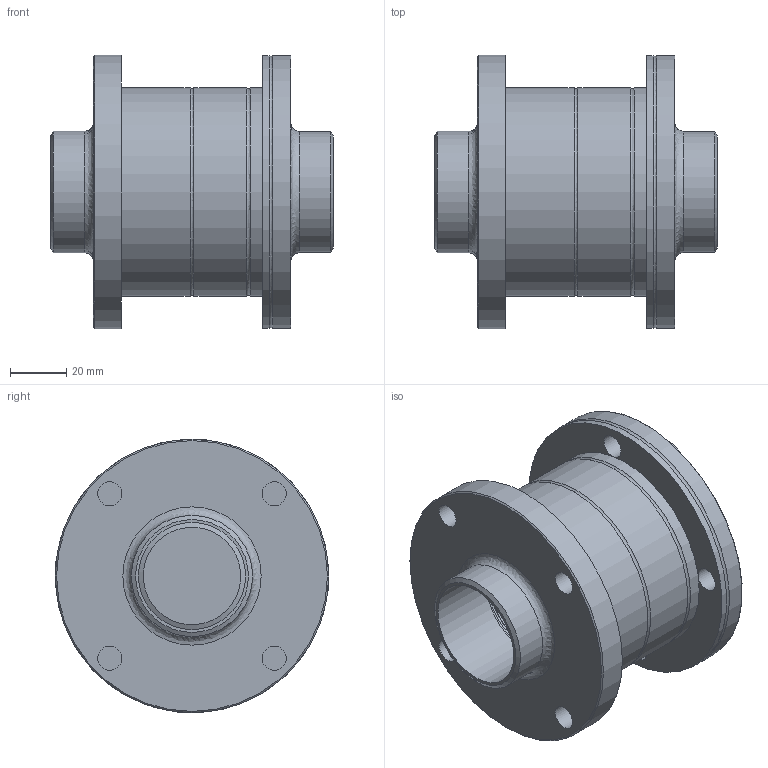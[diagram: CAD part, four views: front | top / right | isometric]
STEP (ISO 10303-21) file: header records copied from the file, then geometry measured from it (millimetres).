
FILE_DESCRIPTION((''),'2;1');
FILE_NAME('65100040X300.stp','2010-09-09T08:44:54',('Creator'),(''),'Autodesk Inventor 2010','Autodesk Inventor 2010','');
FILE_SCHEMA(('AUTOMOTIVE_DESIGN { 1 0 10303 214 1 1 1 1 }'));
Length unit declared in the file: millimetre
Products named in the file (1): 65100040X300
Bounding box: 100 x 97 x 97 mm (x, y, z)
Surface area: 94759.8 mm2 (no closed solid volume)
Topology: 0 solids, 8 shells, 99 faces, 199 edges, 125 vertices
Faces by surface type: cylinder 49, plane 25, cone 15, bspline 6, torus 4
Full cylindrical faces by diameter (mm): 8.5 x8, 14 x2, 22 x2, 38 x3, 38.5 x1, 42 x2, 43 x2, 50 x1, 50.5 x1, 51 x1, 51.8 x1, 52 x1, 54 x2, 54.3 x1, 63.8 x1, 64 x1, 65 x1, 74 x3, 97 x3
Entity records: 7370 total; most frequent: CARTESIAN_POINT 5411, DIRECTION 430, ORIENTED_EDGE 260, AXIS2_PLACEMENT_3D 209, EDGE_LOOP 203, EDGE_CURVE 130, VERTEX_POINT 117, CIRCLE 115
